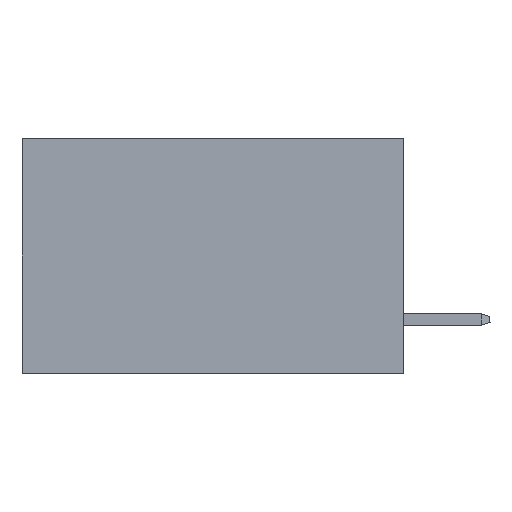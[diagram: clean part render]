
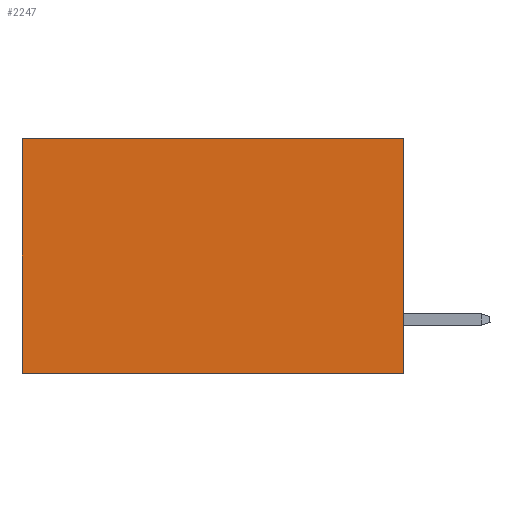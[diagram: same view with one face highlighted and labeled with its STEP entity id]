
A CAD part, left-side view. The second image highlights one B-rep face of the part: STEP entity #2247.
In plain terms, the highlighted planar face has unit normal (-1, 0, 0).
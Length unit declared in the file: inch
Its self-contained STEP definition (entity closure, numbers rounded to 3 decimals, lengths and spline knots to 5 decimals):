
#908 = LINE ( 'NONE', #34356, #11482 ) ;
#1579 = VERTEX_POINT ( 'NONE', #26898 ) ;
#2247 = ADVANCED_FACE ( 'NONE', ( #22093 ), #18351, .F. ) ;
#2349 = CARTESIAN_POINT ( 'NONE',  ( 0.2875, 0., -0.37 ) ) ;
#2547 = VERTEX_POINT ( 'NONE', #14299 ) ;
#4020 = DIRECTION ( 'NONE',  ( 0., 1., 0. ) ) ;
#5795 = EDGE_CURVE ( 'NONE', #2547, #14829, #9661, .T. ) ;
#8098 = CARTESIAN_POINT ( 'NONE',  ( 0.2875, 0., 0. ) ) ;
#9661 = LINE ( 'NONE', #23851, #33605 ) ;
#10102 = LINE ( 'NONE', #2349, #34128 ) ;
#11482 = VECTOR ( 'NONE', #4020, 39.37008 ) ;
#11657 = ORIENTED_EDGE ( 'NONE', *, *, #5795, .T. ) ;
#12104 = DIRECTION ( 'NONE',  ( 0., 0., -1. ) ) ;
#12765 = DIRECTION ( 'NONE',  ( 0., 1., 0. ) ) ;
#13708 = CARTESIAN_POINT ( 'NONE',  ( 0.2875, 0.6, -0.37 ) ) ;
#14010 = EDGE_CURVE ( 'NONE', #39976, #14829, #10102, .T. ) ;
#14299 = CARTESIAN_POINT ( 'NONE',  ( 0.2875, 0.6, 0. ) ) ;
#14301 = DIRECTION ( 'NONE',  ( 0., 0., -1. ) ) ;
#14829 = VERTEX_POINT ( 'NONE', #13708 ) ;
#18351 = PLANE ( 'NONE',  #24437 ) ;
#20369 = EDGE_CURVE ( 'NONE', #1579, #2547, #908, .T. ) ;
#22093 = FACE_OUTER_BOUND ( 'NONE', #34268, .T. ) ;
#22244 = ORIENTED_EDGE ( 'NONE', *, *, #20369, .T. ) ;
#23851 = CARTESIAN_POINT ( 'NONE',  ( 0.2875, 0.6, 0. ) ) ;
#24437 = AXIS2_PLACEMENT_3D ( 'NONE', #39122, #35597, #12104 ) ;
#26898 = CARTESIAN_POINT ( 'NONE',  ( 0.2875, 0., 0. ) ) ;
#29002 = ORIENTED_EDGE ( 'NONE', *, *, #14010, .F. ) ;
#30475 = DIRECTION ( 'NONE',  ( 0., 0., -1. ) ) ;
#31800 = LINE ( 'NONE', #8098, #32046 ) ;
#31820 = ORIENTED_EDGE ( 'NONE', *, *, #36329, .F. ) ;
#32046 = VECTOR ( 'NONE', #14301, 39.37008 ) ;
#33605 = VECTOR ( 'NONE', #30475, 39.37008 ) ;
#34128 = VECTOR ( 'NONE', #12765, 39.37008 ) ;
#34268 = EDGE_LOOP ( 'NONE', ( #11657, #29002, #31820, #22244 ) ) ;
#34356 = CARTESIAN_POINT ( 'NONE',  ( 0.2875, 0., 0. ) ) ;
#35597 = DIRECTION ( 'NONE',  ( 1., 0., 0. ) ) ;
#36329 = EDGE_CURVE ( 'NONE', #1579, #39976, #31800, .T. ) ;
#38721 = CARTESIAN_POINT ( 'NONE',  ( 0.2875, 0., -0.37 ) ) ;
#39122 = CARTESIAN_POINT ( 'NONE',  ( 0.2875, 0., 0. ) ) ;
#39976 = VERTEX_POINT ( 'NONE', #38721 ) ;
